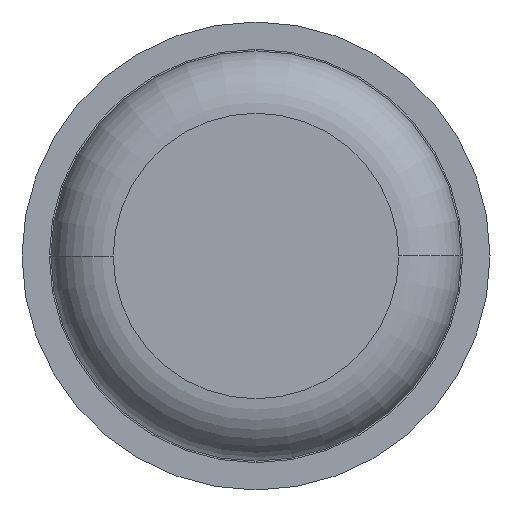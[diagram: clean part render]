
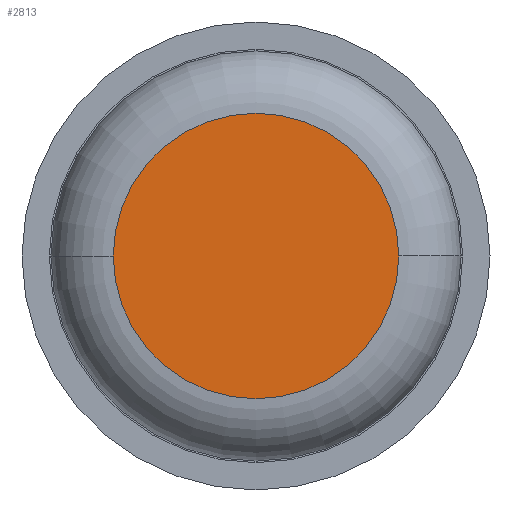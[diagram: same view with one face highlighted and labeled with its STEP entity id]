
A CAD part, front view. The second image highlights one B-rep face of the part: STEP entity #2813.
In plain terms, the highlighted planar face has unit normal (0, -1, 0).
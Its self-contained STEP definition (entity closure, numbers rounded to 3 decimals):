
#156 = CARTESIAN_POINT ( 'NONE',  ( 0., 0., 0. ) ) ;
#174 = CIRCLE ( 'NONE', #1705, 0.915 ) ;
#218 = ORIENTED_EDGE ( 'NONE', *, *, #3780, .T. ) ;
#478 = DIRECTION ( 'NONE',  ( -1., 0., 0. ) ) ;
#590 = DIRECTION ( 'NONE',  ( -1., 0., 0. ) ) ;
#1049 = CIRCLE ( 'NONE', #2253, 0.915 ) ;
#1141 = FACE_OUTER_BOUND ( 'NONE', #3663, .T. ) ;
#1147 = CARTESIAN_POINT ( 'NONE',  ( 0.915, 0., 0. ) ) ;
#1252 = DIRECTION ( 'NONE',  ( 0., -1., 0. ) ) ;
#1705 = AXIS2_PLACEMENT_3D ( 'NONE', #156, #2172, #3052 ) ;
#1733 = DIRECTION ( 'NONE',  ( 0., 1., 0. ) ) ;
#1926 = ORIENTED_EDGE ( 'NONE', *, *, #2115, .T. ) ;
#2085 = VERTEX_POINT ( 'NONE', #2988 ) ;
#2115 = EDGE_CURVE ( 'Defeature ausgef�hrt1_6+Defeature ausgef�hrt1_7+Defeature ausgef�hrt1_7+Defeature ausgef�hrt1_7', #2085, #2314, #1049, .T. ) ;
#2172 = DIRECTION ( 'NONE',  ( 0., -1., 0. ) ) ;
#2253 = AXIS2_PLACEMENT_3D ( 'NONE', #3001, #1252, #478 ) ;
#2314 = VERTEX_POINT ( 'NONE', #1147 ) ;
#2813 = ADVANCED_FACE ( 'Defeature ausgef�hrt1_6', ( #1141 ), #3761, .F. ) ;
#2988 = CARTESIAN_POINT ( 'NONE',  ( -0.915, 0., 0. ) ) ;
#3001 = CARTESIAN_POINT ( 'NONE',  ( 0., 0., 0. ) ) ;
#3016 = AXIS2_PLACEMENT_3D ( 'NONE', #3478, #1733, #590 ) ;
#3052 = DIRECTION ( 'NONE',  ( -1., 0., 0. ) ) ;
#3478 = CARTESIAN_POINT ( 'NONE',  ( 0., 0., 0. ) ) ;
#3663 = EDGE_LOOP ( 'NONE', ( #1926, #218 ) ) ;
#3761 = PLANE ( 'NONE',  #3016 ) ;
#3780 = EDGE_CURVE ( 'Defeature ausgef�hrt1_6+Defeature ausgef�hrt1_7+Defeature ausgef�hrt1_7+Defeature ausgef�hrt1_7', #2314, #2085, #174, .T. ) ;
